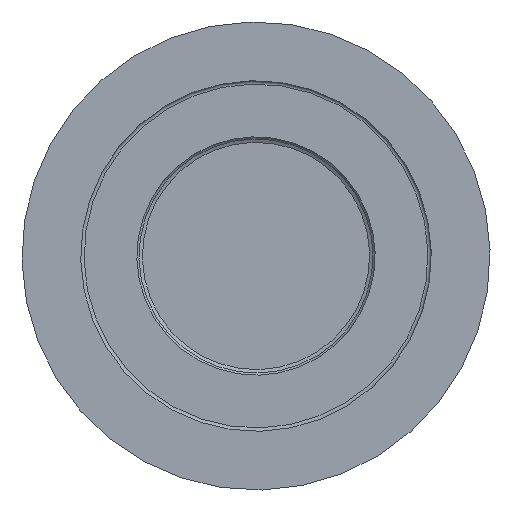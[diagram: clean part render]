
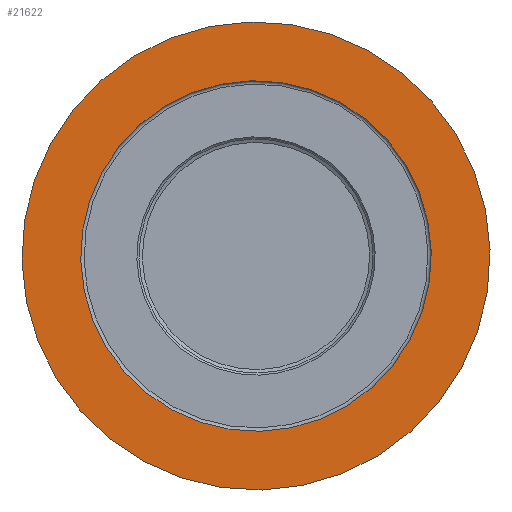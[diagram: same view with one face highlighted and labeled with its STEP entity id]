
A CAD part, front view. The second image highlights one B-rep face of the part: STEP entity #21622.
In plain terms, the highlighted planar face has unit normal (0, -1, 0).
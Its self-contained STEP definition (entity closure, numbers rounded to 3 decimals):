
#5035=FACE_BOUND('',#7222,.T.);
#6086=FACE_OUTER_BOUND('',#7221,.T.);
#7221=EDGE_LOOP('',(#18866));
#7222=EDGE_LOOP('',(#18867));
#7406=CIRCLE('',#22227,20.6);
#7412=CIRCLE('',#22235,27.5);
#9511=VERTEX_POINT('',#47707);
#9516=VERTEX_POINT('',#47721);
#12632=EDGE_CURVE('',#9511,#9511,#7406,.T.);
#12639=EDGE_CURVE('',#9516,#9516,#7412,.T.);
#18866=ORIENTED_EDGE('',*,*,#12639,.F.);
#18867=ORIENTED_EDGE('',*,*,#12632,.T.);
#19431=PLANE('',#22249);
#21622=ADVANCED_FACE('',(#6086,#5035),#19431,.T.);
#22227=AXIS2_PLACEMENT_3D('',#47709,#24429,#24430);
#22235=AXIS2_PLACEMENT_3D('',#47723,#24446,#24447);
#22249=AXIS2_PLACEMENT_3D('',#47747,#24478,#24479);
#24429=DIRECTION('center_axis',(0.,1.,0.));
#24430=DIRECTION('ref_axis',(-0.782,0.,0.623));
#24446=DIRECTION('center_axis',(0.,1.,0.));
#24447=DIRECTION('ref_axis',(-0.782,0.,0.623));
#24478=DIRECTION('center_axis',(0.,-1.,0.));
#24479=DIRECTION('ref_axis',(0.623,0.,0.782));
#47707=CARTESIAN_POINT('',(16.118,-35.45,-12.828));
#47709=CARTESIAN_POINT('Origin',(0.,-35.45,
0.));
#47721=CARTESIAN_POINT('',(21.517,-35.45,-17.125));
#47723=CARTESIAN_POINT('Origin',(0.,-35.45,
0.));
#47747=CARTESIAN_POINT('Origin',(-18.818,-35.45,14.976));
